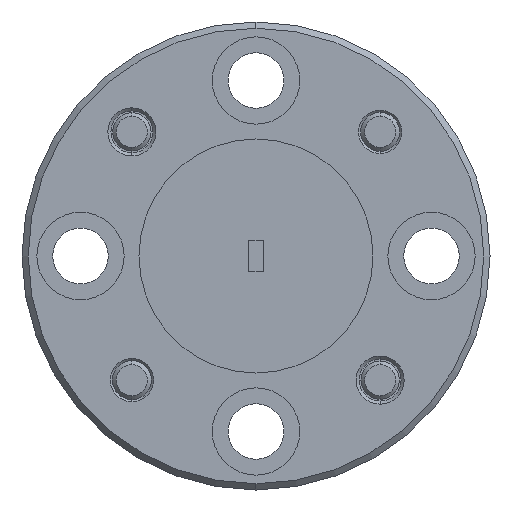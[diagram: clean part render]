
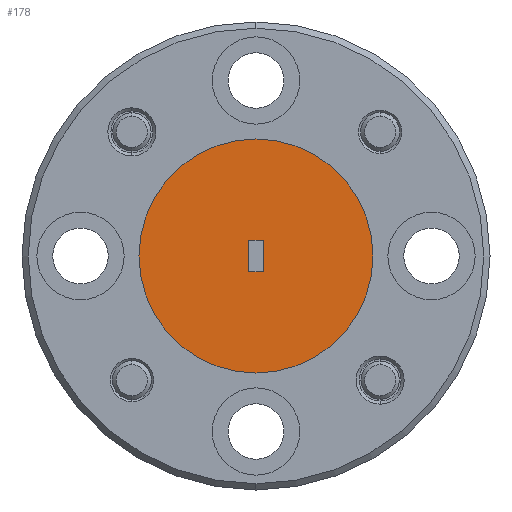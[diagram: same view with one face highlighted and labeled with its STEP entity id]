
A CAD part, left-side view. The second image highlights one B-rep face of the part: STEP entity #178.
In plain terms, the highlighted planar face has unit normal (-1, 0, 0).
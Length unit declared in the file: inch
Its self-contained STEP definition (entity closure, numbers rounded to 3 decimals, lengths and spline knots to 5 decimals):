
#109 = ORIENTED_EDGE ( 'NONE', *, *, #542, .F. ) ;
#128 = CARTESIAN_POINT ( 'NONE',  ( 0.73532, 0.69871, -1.12656 ) ) ;
#178 = ADVANCED_FACE ( 'NONE', ( #3867, #1114 ), #1733, .F. ) ;
#279 = DIRECTION ( 'NONE',  ( 0., 0., 1. ) ) ;
#338 = CARTESIAN_POINT ( 'NONE',  ( 0.73532, 0.70996, -1.15206 ) ) ;
#406 = EDGE_CURVE ( 'NONE', #1763, #1153, #2882, .T. ) ;
#429 = CARTESIAN_POINT ( 'NONE',  ( 0.73532, 0.70996, -1.15206 ) ) ;
#463 = LINE ( 'NONE', #775, #2677 ) ;
#534 = ORIENTED_EDGE ( 'NONE', *, *, #607, .T. ) ;
#542 = EDGE_CURVE ( 'NONE', #2350, #949, #1929, .T. ) ;
#607 = EDGE_CURVE ( 'NONE', #1153, #1763, #3901, .T. ) ;
#638 = AXIS2_PLACEMENT_3D ( 'NONE', #128, #1340, #2265 ) ;
#749 = VERTEX_POINT ( 'NONE', #1454 ) ;
#775 = CARTESIAN_POINT ( 'NONE',  ( 0.73532, 0.70996, -1.15206 ) ) ;
#823 = DIRECTION ( 'NONE',  ( 0., 0., -1. ) ) ;
#847 = DIRECTION ( 'NONE',  ( -1., 0., 0. ) ) ;
#949 = VERTEX_POINT ( 'NONE', #3709 ) ;
#1103 = ORIENTED_EDGE ( 'NONE', *, *, #2473, .F. ) ;
#1114 = FACE_BOUND ( 'NONE', #2683, .T. ) ;
#1136 = AXIS2_PLACEMENT_3D ( 'NONE', #2345, #3283, #823 ) ;
#1153 = VERTEX_POINT ( 'NONE', #3229 ) ;
#1340 = DIRECTION ( 'NONE',  ( -1., 0., 0. ) ) ;
#1454 = CARTESIAN_POINT ( 'NONE',  ( 0.73532, 0.68746, -1.10106 ) ) ;
#1603 = VECTOR ( 'NONE', #1856, 39.37008 ) ;
#1733 = PLANE ( 'NONE',  #1136 ) ;
#1763 = VERTEX_POINT ( 'NONE', #3342 ) ;
#1856 = DIRECTION ( 'NONE',  ( 0., -1., 0. ) ) ;
#1927 = ORIENTED_EDGE ( 'NONE', *, *, #406, .T. ) ;
#1929 = LINE ( 'NONE', #338, #1603 ) ;
#1953 = CARTESIAN_POINT ( 'NONE',  ( 0.73532, 0.70996, -1.10106 ) ) ;
#2261 = LINE ( 'NONE', #2514, #3832 ) ;
#2265 = DIRECTION ( 'NONE',  ( 0., 0., 1. ) ) ;
#2345 = CARTESIAN_POINT ( 'NONE',  ( 0.73532, 0.69871, -1.12656 ) ) ;
#2350 = VERTEX_POINT ( 'NONE', #429 ) ;
#2355 = ORIENTED_EDGE ( 'NONE', *, *, #3673, .F. ) ;
#2473 = EDGE_CURVE ( 'NONE', #2817, #2350, #463, .T. ) ;
#2514 = CARTESIAN_POINT ( 'NONE',  ( 0.73532, 0.70996, -1.10106 ) ) ;
#2677 = VECTOR ( 'NONE', #3287, 39.37008 ) ;
#2683 = EDGE_LOOP ( 'NONE', ( #1103, #2355, #2969, #109 ) ) ;
#2817 = VERTEX_POINT ( 'NONE', #1953 ) ;
#2882 = CIRCLE ( 'NONE', #3388, 0.1875 ) ;
#2969 = ORIENTED_EDGE ( 'NONE', *, *, #3919, .F. ) ;
#3229 = CARTESIAN_POINT ( 'NONE',  ( 0.73532, 0.69871, -1.31406 ) ) ;
#3283 = DIRECTION ( 'NONE',  ( 1., 0., 0. ) ) ;
#3287 = DIRECTION ( 'NONE',  ( 0., 0., -1. ) ) ;
#3342 = CARTESIAN_POINT ( 'NONE',  ( 0.73532, 0.69871, -0.93906 ) ) ;
#3388 = AXIS2_PLACEMENT_3D ( 'NONE', #3633, #847, #3955 ) ;
#3633 = CARTESIAN_POINT ( 'NONE',  ( 0.73532, 0.69871, -1.12656 ) ) ;
#3640 = VECTOR ( 'NONE', #279, 39.37008 ) ;
#3651 = EDGE_LOOP ( 'NONE', ( #1927, #534 ) ) ;
#3662 = CARTESIAN_POINT ( 'NONE',  ( 0.73532, 0.68746, -1.15206 ) ) ;
#3673 = EDGE_CURVE ( 'NONE', #749, #2817, #2261, .T. ) ;
#3709 = CARTESIAN_POINT ( 'NONE',  ( 0.73532, 0.68746, -1.15206 ) ) ;
#3739 = DIRECTION ( 'NONE',  ( 0., 1., 0. ) ) ;
#3832 = VECTOR ( 'NONE', #3739, 39.37008 ) ;
#3867 = FACE_OUTER_BOUND ( 'NONE', #3651, .T. ) ;
#3901 = CIRCLE ( 'NONE', #638, 0.1875 ) ;
#3919 = EDGE_CURVE ( 'NONE', #949, #749, #3936, .T. ) ;
#3936 = LINE ( 'NONE', #3662, #3640 ) ;
#3955 = DIRECTION ( 'NONE',  ( 0., 0., 1. ) ) ;
